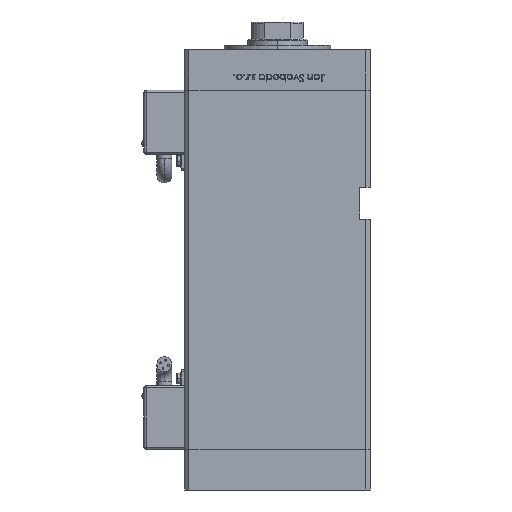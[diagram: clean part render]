
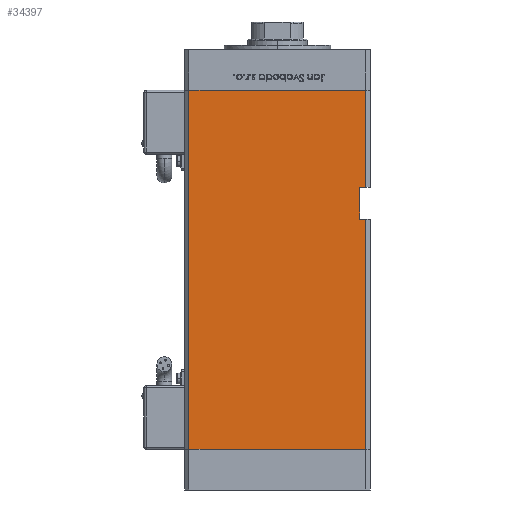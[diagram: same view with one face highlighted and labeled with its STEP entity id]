
A CAD part, left-side view. The second image highlights one B-rep face of the part: STEP entity #34397.
In plain terms, the highlighted planar face has unit normal (-1, 0, 0).
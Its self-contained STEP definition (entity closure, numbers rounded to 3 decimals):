
#609 = EDGE_CURVE ( 'NONE', #16105, #33115, #45363, .T. ) ;
#1586 = CARTESIAN_POINT ( 'NONE',  ( -50., 41.5, 168.5 ) ) ;
#1871 = LINE ( 'NONE', #1586, #12268 ) ;
#2105 = DIRECTION ( 'NONE',  ( 0., -1., 0. ) ) ;
#2848 = CARTESIAN_POINT ( 'NONE',  ( -50., -38.5, 123. ) ) ;
#3416 = DIRECTION ( 'NONE',  ( 0., -1., 0. ) ) ;
#3807 = ORIENTED_EDGE ( 'NONE', *, *, #33627, .T. ) ;
#5223 = VERTEX_POINT ( 'NONE', #16644 ) ;
#5501 = ORIENTED_EDGE ( 'NONE', *, *, #28436, .F. ) ;
#5750 = VERTEX_POINT ( 'NONE', #38609 ) ;
#5751 = ORIENTED_EDGE ( 'NONE', *, *, #609, .F. ) ;
#7706 = CARTESIAN_POINT ( 'NONE',  ( -50., -41.5, 168.5 ) ) ;
#7765 = VECTOR ( 'NONE', #33852, 1000. ) ;
#7774 = ORIENTED_EDGE ( 'NONE', *, *, #48518, .T. ) ;
#8308 = LINE ( 'NONE', #33896, #13715 ) ;
#9600 = LINE ( 'NONE', #22951, #29029 ) ;
#10662 = DIRECTION ( 'NONE',  ( 0., 0., -1. ) ) ;
#12262 = VECTOR ( 'NONE', #3416, 1000. ) ;
#12268 = VECTOR ( 'NONE', #19514, 1000. ) ;
#13705 = CARTESIAN_POINT ( 'NONE',  ( -50., -41.5, 108. ) ) ;
#13715 = VECTOR ( 'NONE', #46989, 1000. ) ;
#16105 = VERTEX_POINT ( 'NONE', #44284 ) ;
#16519 = LINE ( 'NONE', #7706, #7765 ) ;
#16644 = CARTESIAN_POINT ( 'NONE',  ( -50., -41.5, 123. ) ) ;
#16856 = AXIS2_PLACEMENT_3D ( 'NONE', #50257, #37183, #55368 ) ;
#16885 = ORIENTED_EDGE ( 'NONE', *, *, #28485, .T. ) ;
#18127 = LINE ( 'NONE', #21822, #30428 ) ;
#19514 = DIRECTION ( 'NONE',  ( 0., 0., -1. ) ) ;
#19866 = VECTOR ( 'NONE', #2105, 1000. ) ;
#21822 = CARTESIAN_POINT ( 'NONE',  ( -50., -41.5, 168.5 ) ) ;
#22951 = CARTESIAN_POINT ( 'NONE',  ( -50., 41.5, 0. ) ) ;
#23730 = LINE ( 'NONE', #41091, #19866 ) ;
#24470 = LINE ( 'NONE', #2848, #12262 ) ;
#28212 = CARTESIAN_POINT ( 'NONE',  ( -50., -41.5, 168.5 ) ) ;
#28436 = EDGE_CURVE ( 'NONE', #44865, #36102, #18127, .T. ) ;
#28485 = EDGE_CURVE ( 'NONE', #5750, #49202, #1871, .T. ) ;
#29029 = VECTOR ( 'NONE', #40591, 1000. ) ;
#29313 = VECTOR ( 'NONE', #10662, 1000. ) ;
#29528 = EDGE_CURVE ( 'NONE', #33870, #5223, #16519, .T. ) ;
#30428 = VECTOR ( 'NONE', #38888, 1000. ) ;
#32500 = ORIENTED_EDGE ( 'NONE', *, *, #29528, .F. ) ;
#33115 = VERTEX_POINT ( 'NONE', #55969 ) ;
#33627 = EDGE_CURVE ( 'NONE', #16105, #5223, #24470, .T. ) ;
#33664 = CARTESIAN_POINT ( 'NONE',  ( -50., -38.5, 123. ) ) ;
#33852 = DIRECTION ( 'NONE',  ( 0., 0., -1. ) ) ;
#33870 = VERTEX_POINT ( 'NONE', #28212 ) ;
#33896 = CARTESIAN_POINT ( 'NONE',  ( -50., -38.5, 108. ) ) ;
#34397 = ADVANCED_FACE ( 'NONE', ( #54535 ), #38015, .F. ) ;
#36102 = VERTEX_POINT ( 'NONE', #45458 ) ;
#37183 = DIRECTION ( 'NONE',  ( 1., 0., 0. ) ) ;
#38015 = PLANE ( 'NONE',  #16856 ) ;
#38609 = CARTESIAN_POINT ( 'NONE',  ( -50., 41.5, 168.5 ) ) ;
#38888 = DIRECTION ( 'NONE',  ( 0., 0., -1. ) ) ;
#40591 = DIRECTION ( 'NONE',  ( 0., -1., 0. ) ) ;
#41026 = EDGE_CURVE ( 'NONE', #5750, #33870, #23730, .T. ) ;
#41091 = CARTESIAN_POINT ( 'NONE',  ( -50., 41.5, 168.5 ) ) ;
#42644 = EDGE_LOOP ( 'NONE', ( #5501, #43910, #5751, #3807, #32500, #50140, #16885, #7774 ) ) ;
#43910 = ORIENTED_EDGE ( 'NONE', *, *, #51233, .F. ) ;
#44284 = CARTESIAN_POINT ( 'NONE',  ( -50., -38.5, 123. ) ) ;
#44865 = VERTEX_POINT ( 'NONE', #13705 ) ;
#45363 = LINE ( 'NONE', #33664, #29313 ) ;
#45458 = CARTESIAN_POINT ( 'NONE',  ( -50., -41.5, 0. ) ) ;
#46989 = DIRECTION ( 'NONE',  ( 0., -1., 0. ) ) ;
#48518 = EDGE_CURVE ( 'NONE', #49202, #36102, #9600, .T. ) ;
#49202 = VERTEX_POINT ( 'NONE', #52436 ) ;
#50140 = ORIENTED_EDGE ( 'NONE', *, *, #41026, .F. ) ;
#50257 = CARTESIAN_POINT ( 'NONE',  ( -50., 41.5, 168.5 ) ) ;
#51233 = EDGE_CURVE ( 'NONE', #33115, #44865, #8308, .T. ) ;
#52436 = CARTESIAN_POINT ( 'NONE',  ( -50., 41.5, 0. ) ) ;
#54535 = FACE_OUTER_BOUND ( 'NONE', #42644, .T. ) ;
#55368 = DIRECTION ( 'NONE',  ( 0., 1., 0. ) ) ;
#55969 = CARTESIAN_POINT ( 'NONE',  ( -50., -38.5, 108. ) ) ;
